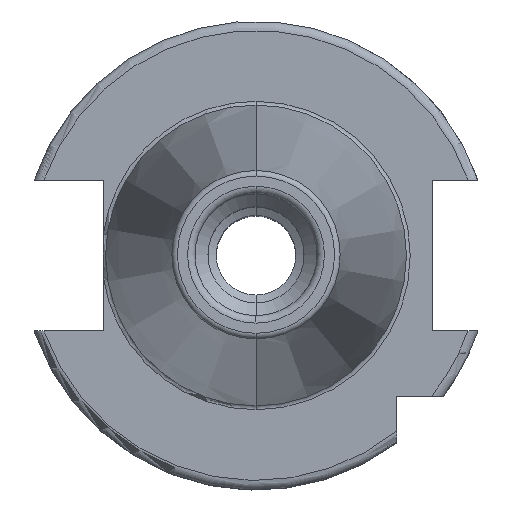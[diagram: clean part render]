
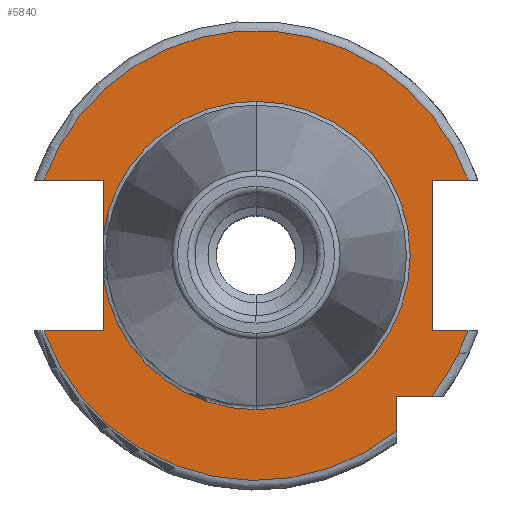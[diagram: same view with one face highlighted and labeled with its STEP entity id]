
A CAD part, top view. The second image highlights one B-rep face of the part: STEP entity #5840.
In plain terms, the highlighted planar face has unit normal (0, 0, 1).
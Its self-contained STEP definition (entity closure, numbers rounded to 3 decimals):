
#291=CARTESIAN_POINT('',(0,0,15.9));
#292=DIRECTION('',(0,0,-1));
#293=DIRECTION('',(0,1,0));
#294=AXIS2_PLACEMENT_3D('',#291,#292,#293);
#307=CARTESIAN_POINT('',(0,0,15.9));
#308=DIRECTION('',(0,0,1));
#309=DIRECTION('',(0,1,0));
#310=AXIS2_PLACEMENT_3D('',#307,#308,#309);
#322=CARTESIAN_POINT('',(0,0,15.9));
#323=DIRECTION('',(0,0,1));
#324=DIRECTION('',(-0.991,-0.135,0));
#325=AXIS2_PLACEMENT_3D('',#322,#323,#324);
#1035=CARTESIAN_POINT('',(0,0,15.9));
#1036=DIRECTION('',(0,0,1));
#1037=DIRECTION('',(0.942,0.335,0));
#1038=AXIS2_PLACEMENT_3D('',#1035,#1036,#1037);
#1086=CARTESIAN_POINT('',(0,0,15.9));
#1087=DIRECTION('',(0,0,1));
#1088=DIRECTION('',(-0.942,-0.335,0));
#1089=AXIS2_PLACEMENT_3D('',#1086,#1087,#1088);
#1102=DIRECTION('',(1,0,0));
#1103=VECTOR('',#1102,6.31);
#1104=CARTESIAN_POINT('',(-22.61,-8.05,15.9));
#1105=LINE('',#1104,#1103);
#1106=DIRECTION('',(0,1,0));
#1107=VECTOR('',#1106,5.834);
#1108=CARTESIAN_POINT('',(-16.3,-8.05,15.9));
#1109=LINE('',#1108,#1107);
#1110=DIRECTION('',(0,1,0));
#1111=VECTOR('',#1110,5.834);
#1112=CARTESIAN_POINT('',(-16.3,2.216,15.9));
#1113=LINE('',#1112,#1111);
#1114=DIRECTION('',(1,0,0));
#1115=VECTOR('',#1114,6.31);
#1116=CARTESIAN_POINT('',(-22.61,8.05,15.9));
#1117=LINE('',#1116,#1115);
#1118=DIRECTION('',(-1,0,0));
#1119=VECTOR('',#1118,3.81);
#1120=CARTESIAN_POINT('',(22.61,8.05,15.9));
#1121=LINE('',#1120,#1119);
#1122=DIRECTION('',(0,-1,0));
#1123=VECTOR('',#1122,16.1);
#1124=CARTESIAN_POINT('',(18.8,8.05,15.9));
#1125=LINE('',#1124,#1123);
#1126=DIRECTION('',(-1,0,0));
#1127=VECTOR('',#1126,3.81);
#1128=CARTESIAN_POINT('',(22.61,-8.05,15.9));
#1129=LINE('',#1128,#1127);
#1130=CARTESIAN_POINT('',(0,0,15.9));
#1131=DIRECTION('',(0,0,1));
#1132=DIRECTION('',(0.781,-0.625,0));
#1133=AXIS2_PLACEMENT_3D('',#1130,#1131,#1132);
#1135=DIRECTION('',(-1,0,0));
#1136=VECTOR('',#1135,3.735);
#1137=CARTESIAN_POINT('',(18.735,-15,15.9));
#1138=LINE('',#1137,#1136);
#1139=DIRECTION('',(0,1,0));
#1140=VECTOR('',#1139,3.735);
#1141=CARTESIAN_POINT('',(15,-18.735,15.9));
#1142=LINE('',#1141,#1140);
#3965=CARTESIAN_POINT('',(0,16.45,15.9));
#3967=VERTEX_POINT('',#3965);
#3989=CARTESIAN_POINT('',(0,-16.45,15.9));
#3991=VERTEX_POINT('',#3989);
#4095=CARTESIAN_POINT('',(-22.61,-8.05,15.9));
#4096=CARTESIAN_POINT('',(-16.3,-8.05,15.9));
#4097=VERTEX_POINT('',#4095);
#4098=VERTEX_POINT('',#4096);
#4099=CARTESIAN_POINT('',(-16.3,-2.216,15.9));
#4100=VERTEX_POINT('',#4099);
#4101=CARTESIAN_POINT('',(-16.3,2.216,15.9));
#4102=CARTESIAN_POINT('',(-16.3,8.05,15.9));
#4103=VERTEX_POINT('',#4101);
#4104=VERTEX_POINT('',#4102);
#4105=CARTESIAN_POINT('',(-22.61,8.05,15.9));
#4106=VERTEX_POINT('',#4105);
#4107=CARTESIAN_POINT('',(18.8,8.05,15.9));
#4108=CARTESIAN_POINT('',(18.8,-8.05,15.9));
#4109=VERTEX_POINT('',#4107);
#4110=VERTEX_POINT('',#4108);
#4111=CARTESIAN_POINT('',(22.61,-8.05,15.9));
#4112=VERTEX_POINT('',#4111);
#4113=CARTESIAN_POINT('',(22.61,8.05,15.9));
#4114=VERTEX_POINT('',#4113);
#4115=CARTESIAN_POINT('',(15,-18.735,15.9));
#4116=CARTESIAN_POINT('',(15,-15,15.9));
#4117=VERTEX_POINT('',#4115);
#4118=VERTEX_POINT('',#4116);
#4119=CARTESIAN_POINT('',(18.735,-15,15.9));
#4120=VERTEX_POINT('',#4119);
#5816=CARTESIAN_POINT('',(0,0,15.9));
#5817=DIRECTION('',(0,0,-1));
#5818=DIRECTION('',(0,-1,0));
#5819=AXIS2_PLACEMENT_3D('',#5816,#5817,#5818);
#5820=PLANE('',#5819);
#5821=ORIENTED_EDGE('',*,*,#5103,.T.);
#5822=ORIENTED_EDGE('',*,*,#5088,.T.);
#5823=ORIENTED_EDGE('',*,*,#5069,.T.);
#5824=ORIENTED_EDGE('',*,*,#5049,.F.);
#5825=ORIENTED_EDGE('',*,*,#5064,.T.);
#5826=ORIENTED_EDGE('',*,*,#5085,.T.);
#5828=ORIENTED_EDGE('',*,*,#5827,.F.);
#5829=ORIENTED_EDGE('',*,*,#5793,.F.);
#5831=ORIENTED_EDGE('',*,*,#5830,.T.);
#5832=ORIENTED_EDGE('',*,*,#5217,.T.);
#5833=ORIENTED_EDGE('',*,*,#5380,.F.);
#5834=ORIENTED_EDGE('',*,*,#5783,.F.);
#5835=ORIENTED_EDGE('',*,*,#5437,.T.);
#5836=ORIENTED_EDGE('',*,*,#5482,.F.);
#5837=ORIENTED_EDGE('',*,*,#5810,.F.);
#5838=EDGE_LOOP('',(#5821,#5822,#5823,#5824,#5825,#5826,#5828,#5829,#5831,#5832,
#5833,#5834,#5835,#5836,#5837));
#5839=FACE_OUTER_BOUND('',#5838,.F.);
#5840=ADVANCED_FACE('',(#5839),#5820,.F.);
#295=CIRCLE('',#294,16.45);
#311=CIRCLE('',#310,16.45);
#326=CIRCLE('',#325,16.45);
#1039=CIRCLE('',#1038,24);
#1090=CIRCLE('',#1089,24);
#1134=CIRCLE('',#1133,24);
#5049=EDGE_CURVE('',#3967,#3991,#295,.T.);
#5064=EDGE_CURVE('',#3967,#4103,#311,.T.);
#5069=EDGE_CURVE('',#4100,#3991,#326,.T.);
#5085=EDGE_CURVE('',#4103,#4104,#1113,.T.);
#5088=EDGE_CURVE('',#4098,#4100,#1109,.T.);
#5103=EDGE_CURVE('',#4097,#4098,#1105,.T.);
#5217=EDGE_CURVE('',#4109,#4110,#1125,.T.);
#5380=EDGE_CURVE('',#4112,#4110,#1129,.T.);
#5437=EDGE_CURVE('',#4120,#4118,#1138,.T.);
#5482=EDGE_CURVE('',#4117,#4118,#1142,.T.);
#5783=EDGE_CURVE('',#4120,#4112,#1134,.T.);
#5793=EDGE_CURVE('',#4114,#4106,#1039,.T.);
#5810=EDGE_CURVE('',#4097,#4117,#1090,.T.);
#5827=EDGE_CURVE('',#4106,#4104,#1117,.T.);
#5830=EDGE_CURVE('',#4114,#4109,#1121,.T.);
